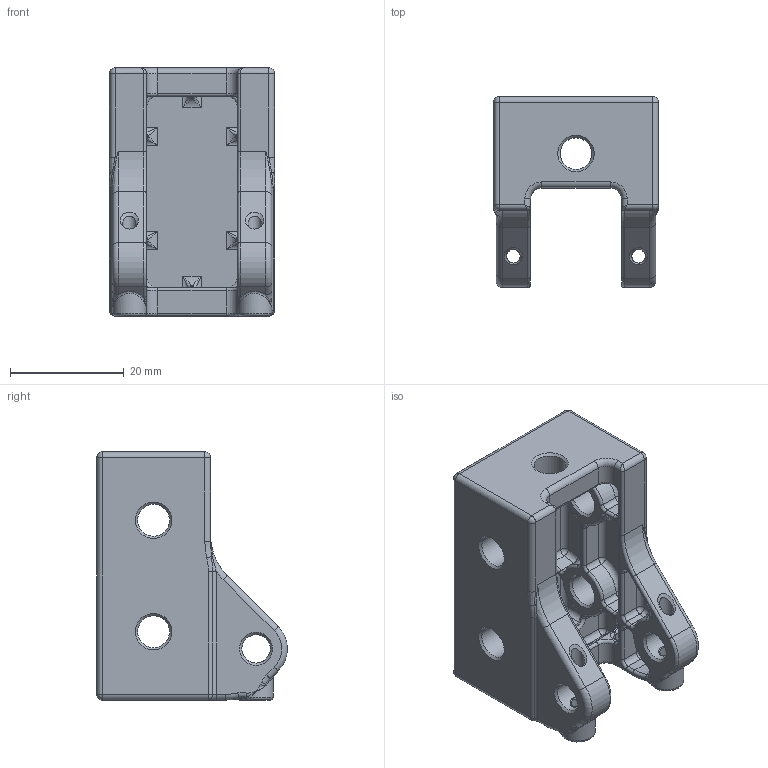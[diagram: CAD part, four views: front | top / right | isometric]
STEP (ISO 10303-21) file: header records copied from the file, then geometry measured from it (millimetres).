
FILE_DESCRIPTION(/* description */ (''),/* implementation_level */ '2;1');
FILE_NAME(/* name */ 'MP_DooKi3_SLM_Z_Idler_Rear_V4.step',/* time_stamp */ '2024-08-21T12:42:49-04:00',/* author */ (''),/* organization */ (''),/* preprocessor_version */ 'ST-DEVELOPER v20',/* originating_system */ 'Autodesk Translation Framework v13.14.0.145',/* authorisation */ '');
FILE_SCHEMA (('AUTOMOTIVE_DESIGN { 1 0 10303 214 3 1 1 }'));
Length unit declared in the file: millimetre
Products named in the file (1): MP_DooKi3_SLM_Z_Idler_Rear_V4
Bounding box: 29 x 33.48 x 43.6 mm (x, y, z)
Volume: 10088 mm3; surface area: 11308.9 mm2
Topology: 1 solids, 1 shells, 950 faces, 2126 edges, 1132 vertices
Faces by surface type: cylinder 370, torus 184, bspline 146, sphere 120, plane 112, cone 18
Full cylindrical faces by diameter (mm): 2.4 x4, 5 x2, 5.6 x6
Entity records: 29976 total; most frequent: CARTESIAN_POINT 9395, DIRECTION 4608, ORIENTED_EDGE 4148, EDGE_CURVE 2074, AXIS2_PLACEMENT_3D 1967, VERTEX_POINT 1132, CIRCLE 1126, EDGE_LOOP 980
